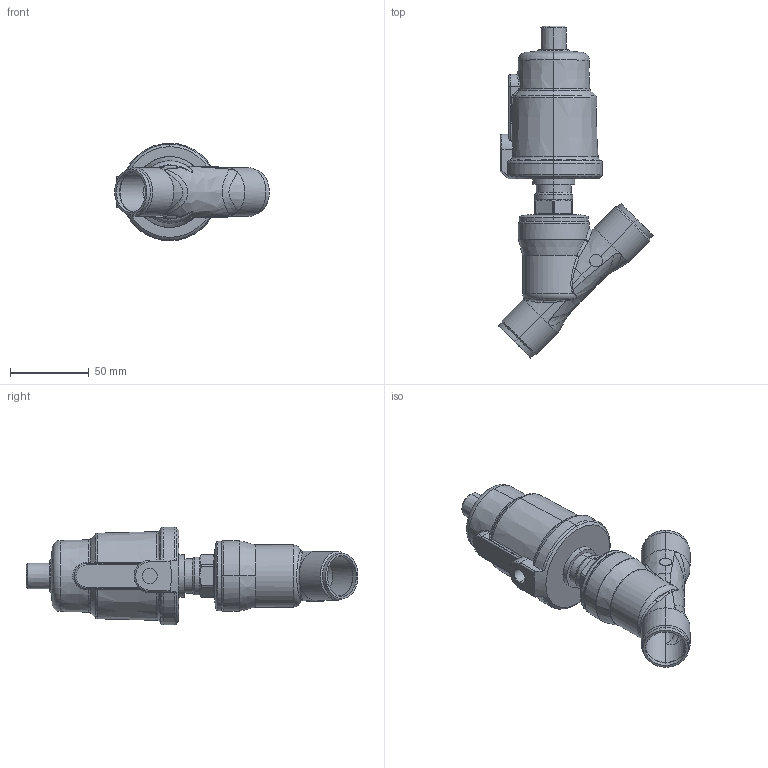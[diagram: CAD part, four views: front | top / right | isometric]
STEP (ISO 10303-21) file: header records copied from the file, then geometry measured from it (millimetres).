
FILE_DESCRIPTION (( 'STEP AP203' ), '1' );
FILE_NAME ('50DN25H25µ¥-DIN 11850.2 .STEP', '2023-02-14T04:54:04', ( '' ), ( '' ), 'SwSTEP 2.0', 'SolidWorks 2014', '' );
FILE_SCHEMA (( 'CONFIG_CONTROL_DESIGN' ));
Length unit declared in the file: millimetre
Products named in the file (4): DN25爾諉概极11850.2; H2000 50ͷ; 蟀諉25-8H25; 50DN25H25µ¥-DIN 11850.2 
Assembly tree (3 placements, depth 2):
  50DN25H25µ¥-DIN 11850.2 
    H2000 50ͷ
    蟀諉25-8H25
    DN25爾諉概极11850.2
Bounding box: 98.29 x 211.1 x 62 mm (x, y, z)
Volume: 244352.1 mm3; surface area: 52696.5 mm2
Topology: 3 solids, 3 shells, 422 faces, 1028 edges, 636 vertices
Faces by surface type: plane 131, bspline 104, cylinder 74, cone 66, torus 43, sphere 4
Entity records: 19441 total; most frequent: CARTESIAN_POINT 9882, ORIENTED_EDGE 2052, DIRECTION 1657, EDGE_CURVE 1026, VERTEX_POINT 636, AXIS2_PLACEMENT_3D 607, EDGE_LOOP 454, VECTOR 443
